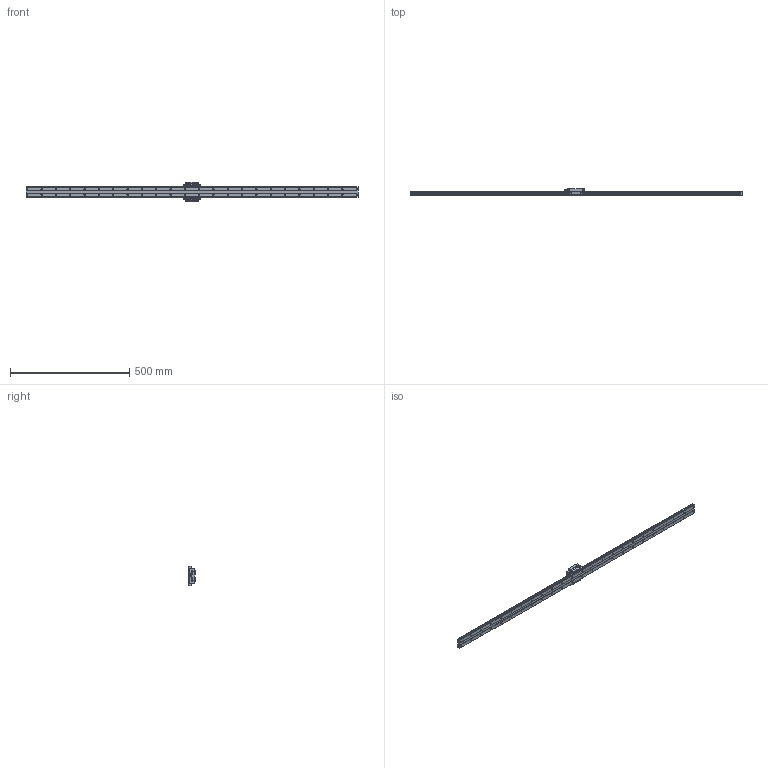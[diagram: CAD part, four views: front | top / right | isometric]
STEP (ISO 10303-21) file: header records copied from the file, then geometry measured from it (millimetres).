
FILE_DESCRIPTION (( 'STEP AP214' ), '1' );
FILE_NAME ('HRW27CA1SS-1390L_G5_0_B-M6F_658-6_0_0_0_1.STEP', '2021-07-05T12:33:06', ( '' ), ( '' ), 'SwSTEP 2.0', 'SolidWorks 2021', '' );
FILE_SCHEMA (( 'AUTOMOTIVE_DESIGN' ));
Length unit declared in the file: millimetre
Products named in the file (4): _HRW-B-M6F_grease_nipple_joint; _HRW27CASSB-M6F1 Slide17-60; HRW27CA1SS-1390L_G5_0_B-M6F_658-6_0_0_0_1; _HRW27CA13905 Track
Assembly tree (3 placements, depth 2):
  HRW27CA1SS-1390L_G5_0_B-M6F_658-6_0_0_0_1
    _HRW27CA13905 Track
    _HRW27CASSB-M6F1 Slide17-60
    _HRW-B-M6F_grease_nipple_joint
Bounding box: 1390 x 27 x 80 mm (x, y, z)
Volume: 852504.6 mm3; surface area: 195248.5 mm2
Topology: 2 solids, 4 shells, 535 faces, 1357 edges, 884 vertices
Faces by surface type: cylinder 254, plane 219, cone 44, bspline 18
Entity records: 17142 total; most frequent: CARTESIAN_POINT 3560, DIRECTION 2910, ORIENTED_EDGE 2698, EDGE_CURVE 1351, AXIS2_PLACEMENT_3D 1098, VERTEX_POINT 884, VECTOR 714, LINE 714
